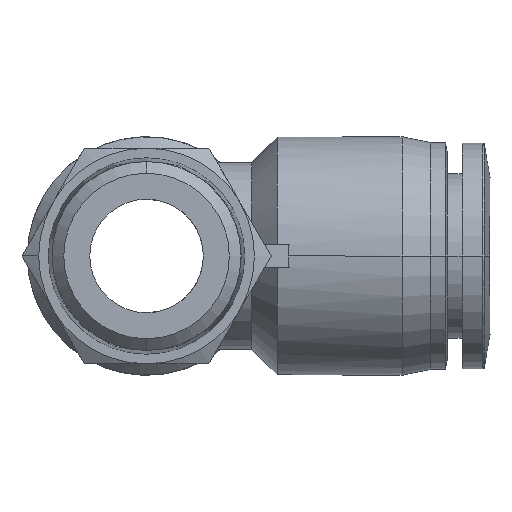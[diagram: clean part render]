
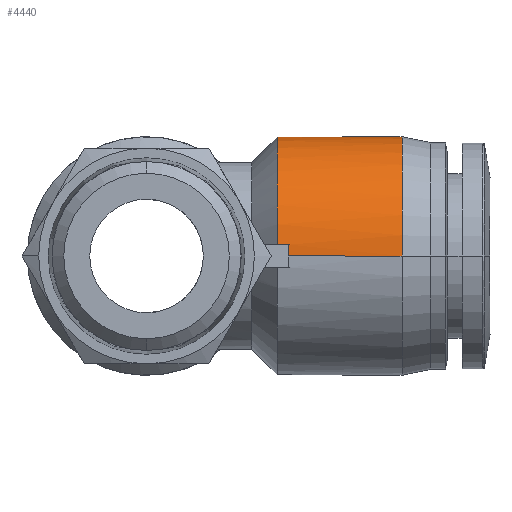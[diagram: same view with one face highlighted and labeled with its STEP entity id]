
A CAD part, front view. The second image highlights one B-rep face of the part: STEP entity #4440.
In plain terms, the highlighted cylindrical face has radius 10.5 mm (diameter 21 mm), a partial arc.
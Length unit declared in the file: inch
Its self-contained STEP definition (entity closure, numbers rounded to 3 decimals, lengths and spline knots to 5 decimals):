
#17 = CIRCLE ( 'NONE', #2413, 0.41339 ) ;
#175 = EDGE_CURVE ( 'NONE', #3212, #289, #2722, .T. ) ;
#202 = DIRECTION ( 'NONE',  ( 1., 0., 0. ) ) ;
#289 = VERTEX_POINT ( 'NONE', #714 ) ;
#419 = LINE ( 'NONE', #771, #705 ) ;
#437 = VECTOR ( 'NONE', #1958, 39.37008 ) ;
#583 = VECTOR ( 'NONE', #5386, 39.37008 ) ;
#595 = CARTESIAN_POINT ( 'NONE',  ( 0.88583, 0.33465, 0. ) ) ;
#705 = VECTOR ( 'NONE', #754, 39.37008 ) ;
#714 = CARTESIAN_POINT ( 'NONE',  ( 0.53338, 1.15954, 0.03937 ) ) ;
#754 = DIRECTION ( 'NONE',  ( 1., 0., 0. ) ) ;
#771 = CARTESIAN_POINT ( 'NONE',  ( 0.66929, 1.16142, 0. ) ) ;
#815 = EDGE_CURVE ( 'NONE', #2127, #3401, #3528, .T. ) ;
#1305 = VERTEX_POINT ( 'NONE', #3469 ) ;
#1320 = AXIS2_PLACEMENT_3D ( 'NONE', #4533, #3162, #3648 ) ;
#1564 = CYLINDRICAL_SURFACE ( 'NONE', #1320, 0.41339 ) ;
#1566 = ORIENTED_EDGE ( 'NONE', *, *, #5308, .T. ) ;
#1625 = LINE ( 'NONE', #5069, #437 ) ;
#1774 = ORIENTED_EDGE ( 'NONE', *, *, #3054, .F. ) ;
#1804 = CARTESIAN_POINT ( 'NONE',  ( 0.5315, 1.16142, 0. ) ) ;
#1825 = CARTESIAN_POINT ( 'NONE',  ( 0.41904, 1.15954, 0.03937 ) ) ;
#1828 = EDGE_CURVE ( 'NONE', #3212, #3432, #419, .T. ) ;
#1891 = DIRECTION ( 'NONE',  ( -1., 0., 0. ) ) ;
#1958 = DIRECTION ( 'NONE',  ( 1., 0., 0. ) ) ;
#2127 = VERTEX_POINT ( 'NONE', #4885 ) ;
#2258 = FACE_OUTER_BOUND ( 'NONE', #5554, .T. ) ;
#2366 = CARTESIAN_POINT ( 'NONE',  ( 0.49401, 0.33652, 0.03937 ) ) ;
#2413 = AXIS2_PLACEMENT_3D ( 'NONE', #4546, #1891, #4997 ) ;
#2444 = CARTESIAN_POINT ( 'NONE',  ( 0.45276, 1.15954, 0.03937 ) ) ;
#2551 = AXIS2_PLACEMENT_3D ( 'NONE', #5317, #2605, #5708 ) ;
#2558 = CARTESIAN_POINT ( 'NONE',  ( 0.49213, 0.33465, 0.01315 ) ) ;
#2605 = DIRECTION ( 'NONE',  ( -1., 0., 0. ) ) ;
#2655 = CARTESIAN_POINT ( 'NONE',  ( 0.53338, 1.15954, 0.03937 ) ) ;
#2722 =( BOUNDED_CURVE ( )  B_SPLINE_CURVE ( 3, ( #2748, #2857, #2993, #2655 ),
 .UNSPECIFIED., .F., .F. ) 
 B_SPLINE_CURVE_WITH_KNOTS ( ( 4, 4 ),
 ( 3.14159, 3.23698 ),
 .UNSPECIFIED. ) 
 CURVE ( )  GEOMETRIC_REPRESENTATION_ITEM ( )  RATIONAL_B_SPLINE_CURVE ( ( 1., 0.999, 0.999, 1. ) ) 
 REPRESENTATION_ITEM ( '' )  );
#2748 = CARTESIAN_POINT ( 'NONE',  ( 0.5315, 1.16142, 0. ) ) ;
#2782 = CIRCLE ( 'NONE', #2551, 0.41339 ) ;
#2823 = ORIENTED_EDGE ( 'NONE', *, *, #175, .T. ) ;
#2857 = CARTESIAN_POINT ( 'NONE',  ( 0.5315, 1.16142, 0.01315 ) ) ;
#2912 = ORIENTED_EDGE ( 'NONE', *, *, #4294, .T. ) ;
#2993 = CARTESIAN_POINT ( 'NONE',  ( 0.53212, 1.16079, 0.02628 ) ) ;
#3054 = EDGE_CURVE ( 'NONE', #1305, #4629, #2782, .T. ) ;
#3162 = DIRECTION ( 'NONE',  ( 1., 0., 0. ) ) ;
#3212 = VERTEX_POINT ( 'NONE', #1804 ) ;
#3314 = CARTESIAN_POINT ( 'NONE',  ( 0.66929, 0.33465, 0. ) ) ;
#3401 = VERTEX_POINT ( 'NONE', #2366 ) ;
#3420 = VERTEX_POINT ( 'NONE', #595 ) ;
#3432 = VERTEX_POINT ( 'NONE', #3706 ) ;
#3469 = CARTESIAN_POINT ( 'NONE',  ( 0.45276, 0.33652, 0.03937 ) ) ;
#3528 =( BOUNDED_CURVE ( )  B_SPLINE_CURVE ( 3, ( #3751, #2558, #3926, #3976 ),
 .UNSPECIFIED., .F., .T. ) 
 B_SPLINE_CURVE_WITH_KNOTS ( ( 4, 4 ),
 ( 3.14159, 3.23698 ),
 .UNSPECIFIED. ) 
 CURVE ( )  GEOMETRIC_REPRESENTATION_ITEM ( )  RATIONAL_B_SPLINE_CURVE ( ( 1., 0.999, 0.999, 1. ) ) 
 REPRESENTATION_ITEM ( '' )  );
#3551 = ORIENTED_EDGE ( 'NONE', *, *, #4519, .T. ) ;
#3648 = DIRECTION ( 'NONE',  ( 0., 1., 0. ) ) ;
#3706 = CARTESIAN_POINT ( 'NONE',  ( 0.88583, 1.16142, 0. ) ) ;
#3751 = CARTESIAN_POINT ( 'NONE',  ( 0.49213, 0.33465, 0. ) ) ;
#3847 = LINE ( 'NONE', #3314, #5038 ) ;
#3926 = CARTESIAN_POINT ( 'NONE',  ( 0.49275, 0.33527, 0.02628 ) ) ;
#3976 = CARTESIAN_POINT ( 'NONE',  ( 0.49401, 0.33652, 0.03937 ) ) ;
#4294 = EDGE_CURVE ( 'NONE', #3420, #3432, #17, .T. ) ;
#4393 = EDGE_CURVE ( 'NONE', #4629, #289, #5181, .T. ) ;
#4440 = ADVANCED_FACE ( 'NONE', ( #2258 ), #1564, .T. ) ;
#4519 = EDGE_CURVE ( 'NONE', #1305, #3401, #1625, .T. ) ;
#4533 = CARTESIAN_POINT ( 'NONE',  ( 0.66929, 0.74803, 0. ) ) ;
#4546 = CARTESIAN_POINT ( 'NONE',  ( 0.88583, 0.74803, 0. ) ) ;
#4629 = VERTEX_POINT ( 'NONE', #2444 ) ;
#4710 = ORIENTED_EDGE ( 'NONE', *, *, #4393, .F. ) ;
#4885 = CARTESIAN_POINT ( 'NONE',  ( 0.49213, 0.33465, 0. ) ) ;
#4932 = ORIENTED_EDGE ( 'NONE', *, *, #815, .F. ) ;
#4997 = DIRECTION ( 'NONE',  ( 0., 1., 0. ) ) ;
#5038 = VECTOR ( 'NONE', #202, 39.37008 ) ;
#5069 = CARTESIAN_POINT ( 'NONE',  ( 0.66929, 0.33652, 0.03937 ) ) ;
#5181 = LINE ( 'NONE', #1825, #583 ) ;
#5308 = EDGE_CURVE ( 'NONE', #2127, #3420, #3847, .T. ) ;
#5317 = CARTESIAN_POINT ( 'NONE',  ( 0.45276, 0.74803, 0. ) ) ;
#5386 = DIRECTION ( 'NONE',  ( 1., 0., 0. ) ) ;
#5554 = EDGE_LOOP ( 'NONE', ( #4932, #1566, #2912, #5617, #2823, #4710, #1774, #3551 ) ) ;
#5617 = ORIENTED_EDGE ( 'NONE', *, *, #1828, .F. ) ;
#5708 = DIRECTION ( 'NONE',  ( 0., 1., 0. ) ) ;
